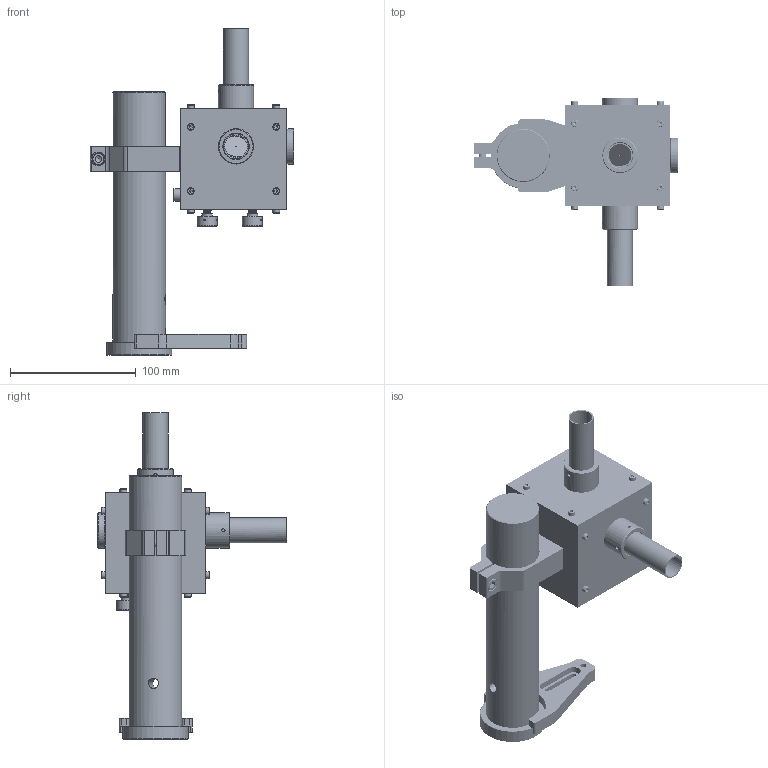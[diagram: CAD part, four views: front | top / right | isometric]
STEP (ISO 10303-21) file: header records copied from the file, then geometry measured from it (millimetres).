
FILE_DESCRIPTION(/* description */ (''),/* implementation_level */ '2;1');
FILE_NAME(/* name */ '04-PR-90.stp',/* time_stamp */ '2022-02-25T12:06:27+03:00',/* author */ ('atupikov'),/* organization */ (''),/* preprocessor_version */ 'ST-DEVELOPER v17.2',/* originating_system */ 'Autodesk Inventor 2019',/* authorisation */ '');
FILE_SCHEMA (('AUTOMOTIVE_DESIGN { 1 0 10303 214 3 1 1 }'));
Products named in the file (1): 04-PR-90_Shrinkwrap_1
Bounding box: 162 x 150 x 259.49 mm (x, y, z)
Volume: 621874.1 mm3; surface area: 151677.1 mm2
Topology: 14 solids, 18 shells, 1076 faces, 3004 edges, 1818 vertices
Faces by surface type: plane 451, cylinder 365, bspline 180, cone 58, torus 20, sphere 2
Full cylindrical faces by diameter (mm): 0.894 x1, 1.567 x4, 2 x4, 2.459 x2, 2.5 x2, 2.8 x3, 3.1 x2, 4.917 x8, 5.5 x16, 6 x163, 6.5 x4, 7 x1, 8 x5, 8.5 x2, 9 x4, 10 x2, 11 x4, 16 x2, 18 x2, 20 x4, 22.917 x1, 23.5 x1, 24 x3, 25.4 x1, 25.8 x1, 28 x4, 42 x1, 52 x1
Entity records: 58162 total; most frequent: CARTESIAN_POINT 32157, ORIENTED_EDGE 5838, DIRECTION 4209, EDGE_CURVE 2919, VERTEX_POINT 1790, LINE 1439, VECTOR 1439, AXIS2_PLACEMENT_3D 1385
